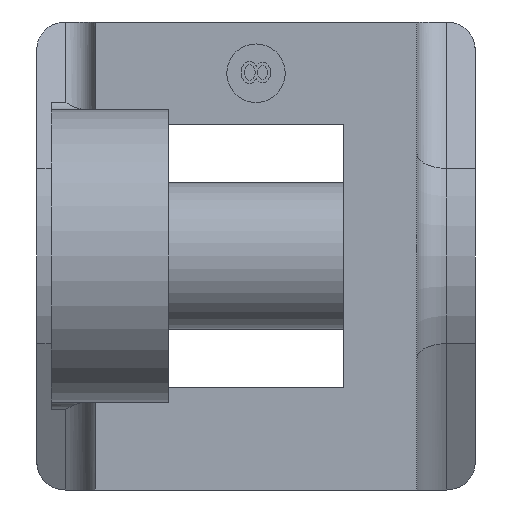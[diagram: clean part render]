
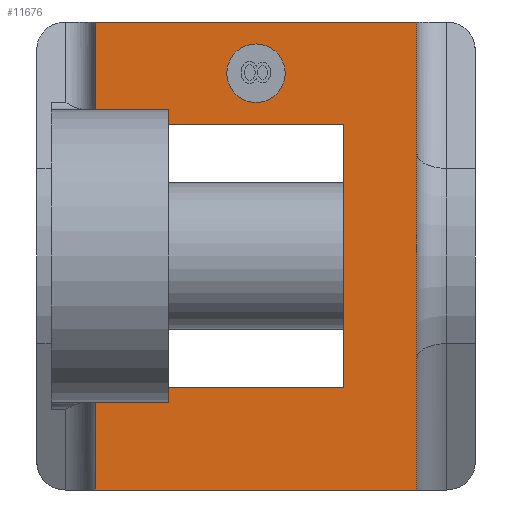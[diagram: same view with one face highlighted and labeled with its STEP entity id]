
A CAD part, front view. The second image highlights one B-rep face of the part: STEP entity #11676.
In plain terms, the highlighted planar face has unit normal (0, -1, 0).
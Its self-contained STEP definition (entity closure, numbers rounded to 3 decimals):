
#359=DIRECTION('',(0.,0.,-1.));
#360=VECTOR('',#359,16.);
#361=CARTESIAN_POINT('',(5.5,-6.25,8.));
#362=LINE('',#361,#360);
#363=DIRECTION('',(0.,0.,-1.));
#364=VECTOR('',#363,3.);
#365=CARTESIAN_POINT('',(-5.5,-6.25,-5.));
#366=LINE('',#365,#364);
#367=DIRECTION('',(-1.,0.,0.));
#368=VECTOR('',#367,2.5);
#369=CARTESIAN_POINT('',(-3.,-6.25,-5.));
#370=LINE('',#369,#368);
#371=DIRECTION('',(0.,0.,-1.));
#372=VECTOR('',#371,0.5);
#373=CARTESIAN_POINT('',(-3.,-6.25,-4.5));
#374=LINE('',#373,#372);
#375=DIRECTION('',(1.,0.,0.));
#376=VECTOR('',#375,6.);
#377=CARTESIAN_POINT('',(-3.,-6.25,-4.5));
#378=LINE('',#377,#376);
#379=DIRECTION('',(0.,0.,-1.));
#380=VECTOR('',#379,9.);
#381=CARTESIAN_POINT('',(3.,-6.25,4.5));
#382=LINE('',#381,#380);
#383=DIRECTION('',(1.,0.,0.));
#384=VECTOR('',#383,6.);
#385=CARTESIAN_POINT('',(-3.,-6.25,4.5));
#386=LINE('',#385,#384);
#387=DIRECTION('',(0.,0.,-1.));
#388=VECTOR('',#387,0.5);
#389=CARTESIAN_POINT('',(-3.,-6.25,5.));
#390=LINE('',#389,#388);
#391=DIRECTION('',(1.,0.,0.));
#392=VECTOR('',#391,2.5);
#393=CARTESIAN_POINT('',(-5.5,-6.25,5.));
#394=LINE('',#393,#392);
#395=DIRECTION('',(0.,0.,-1.));
#396=VECTOR('',#395,3.);
#397=CARTESIAN_POINT('',(-5.5,-6.25,8.));
#398=LINE('',#397,#396);
#399=DIRECTION('',(1.,0.,0.));
#400=VECTOR('',#399,11.);
#401=CARTESIAN_POINT('',(-5.5,-6.25,8.));
#402=LINE('',#401,#400);
#403=CARTESIAN_POINT('',(0.,-6.25,6.25));
#404=DIRECTION('',(0.,-1.,0.));
#405=DIRECTION('',(0.,0.,-1.));
#406=AXIS2_PLACEMENT_3D('',#403,#404,#405);
#408=CARTESIAN_POINT('',(0.,-6.25,6.25));
#409=DIRECTION('',(0.,-1.,0.));
#410=DIRECTION('',(0.,0.,1.));
#411=AXIS2_PLACEMENT_3D('',#408,#409,#410);
#952=DIRECTION('',(1.,0.,0.));
#953=VECTOR('',#952,11.);
#954=CARTESIAN_POINT('',(-5.5,-6.25,-8.));
#955=LINE('',#954,#953);
#8768=CARTESIAN_POINT('',(-3.,-6.25,5.));
#8769=CARTESIAN_POINT('',(-3.,-6.25,4.5));
#8770=VERTEX_POINT('',#8768);
#8771=VERTEX_POINT('',#8769);
#8780=CARTESIAN_POINT('',(3.,-6.25,4.5));
#8781=VERTEX_POINT('',#8780);
#8782=CARTESIAN_POINT('',(3.,-6.25,-4.5));
#8783=VERTEX_POINT('',#8782);
#8784=CARTESIAN_POINT('',(-3.,-6.25,-4.5));
#8785=VERTEX_POINT('',#8784);
#8786=CARTESIAN_POINT('',(-3.,-6.25,-5.));
#8787=VERTEX_POINT('',#8786);
#8804=CARTESIAN_POINT('',(-5.5,-6.25,8.));
#8805=CARTESIAN_POINT('',(-5.5,-6.25,5.));
#8806=VERTEX_POINT('',#8804);
#8807=VERTEX_POINT('',#8805);
#8808=CARTESIAN_POINT('',(-5.5,-6.25,-5.));
#8809=CARTESIAN_POINT('',(-5.5,-6.25,-8.));
#8810=VERTEX_POINT('',#8808);
#8811=VERTEX_POINT('',#8809);
#8812=CARTESIAN_POINT('',(5.5,-6.25,8.));
#8813=CARTESIAN_POINT('',(5.5,-6.25,-8.));
#8814=VERTEX_POINT('',#8812);
#8815=VERTEX_POINT('',#8813);
#10623=CARTESIAN_POINT('',(0.,-6.25,5.25));
#10624=CARTESIAN_POINT('',(0.,-6.25,7.25));
#10625=VERTEX_POINT('',#10623);
#10626=VERTEX_POINT('',#10624);
#11645=CARTESIAN_POINT('',(-7.5,-6.25,8.));
#11646=DIRECTION('',(0.,-1.,0.));
#11647=DIRECTION('',(0.,0.,-1.));
#11648=AXIS2_PLACEMENT_3D('',#11645,#11646,#11647);
#11649=PLANE('',#11648);
#11651=ORIENTED_EDGE('',*,*,#11650,.T.);
#11653=ORIENTED_EDGE('',*,*,#11652,.F.);
#11654=ORIENTED_EDGE('',*,*,#11624,.F.);
#11655=ORIENTED_EDGE('',*,*,#11374,.F.);
#11656=ORIENTED_EDGE('',*,*,#11465,.F.);
#11658=ORIENTED_EDGE('',*,*,#11657,.T.);
#11660=ORIENTED_EDGE('',*,*,#11659,.F.);
#11662=ORIENTED_EDGE('',*,*,#11661,.F.);
#11663=ORIENTED_EDGE('',*,*,#11472,.F.);
#11665=ORIENTED_EDGE('',*,*,#11664,.F.);
#11666=ORIENTED_EDGE('',*,*,#11638,.F.);
#11667=ORIENTED_EDGE('',*,*,#11512,.T.);
#11668=EDGE_LOOP('',(#11651,#11653,#11654,#11655,#11656,#11658,#11660,#11662,
#11663,#11665,#11666,#11667));
#11669=FACE_OUTER_BOUND('',#11668,.F.);
#11671=ORIENTED_EDGE('',*,*,#11670,.T.);
#11673=ORIENTED_EDGE('',*,*,#11672,.T.);
#11674=EDGE_LOOP('',(#11671,#11673));
#11675=FACE_BOUND('',#11674,.F.);
#11676=ADVANCED_FACE('',(#11669,#11675),#11649,.T.);
#407=CIRCLE('',#406,1.);
#412=CIRCLE('',#411,1.);
#11374=EDGE_CURVE('',#8787,#8810,#370,.T.);
#11465=EDGE_CURVE('',#8785,#8787,#374,.T.);
#11472=EDGE_CURVE('',#8770,#8771,#390,.T.);
#11512=EDGE_CURVE('',#8806,#8814,#402,.T.);
#11624=EDGE_CURVE('',#8810,#8811,#366,.T.);
#11638=EDGE_CURVE('',#8806,#8807,#398,.T.);
#11650=EDGE_CURVE('',#8814,#8815,#362,.T.);
#11652=EDGE_CURVE('',#8811,#8815,#955,.T.);
#11657=EDGE_CURVE('',#8785,#8783,#378,.T.);
#11659=EDGE_CURVE('',#8781,#8783,#382,.T.);
#11661=EDGE_CURVE('',#8771,#8781,#386,.T.);
#11664=EDGE_CURVE('',#8807,#8770,#394,.T.);
#11670=EDGE_CURVE('',#10625,#10626,#407,.T.);
#11672=EDGE_CURVE('',#10626,#10625,#412,.T.);
